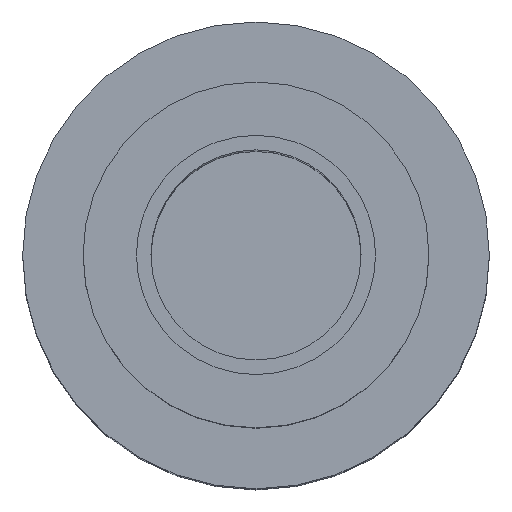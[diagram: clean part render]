
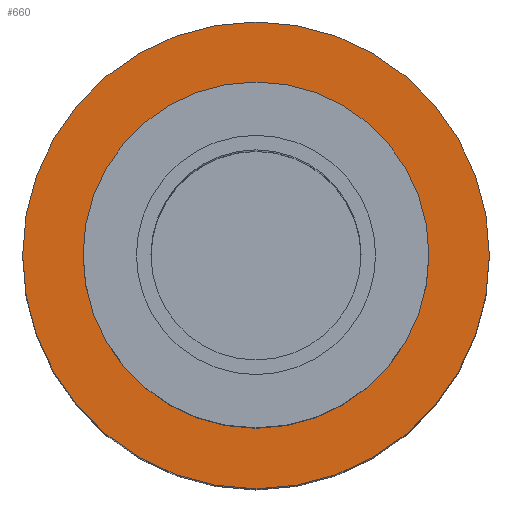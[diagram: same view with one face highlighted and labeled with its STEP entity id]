
A CAD part, top view. The second image highlights one B-rep face of the part: STEP entity #660.
In plain terms, the highlighted planar face has unit normal (0, 0, 1).
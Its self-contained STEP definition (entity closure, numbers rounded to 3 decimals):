
#36=FACE_BOUND('',#252,.T.);
#198=FACE_OUTER_BOUND('',#251,.T.);
#251=EDGE_LOOP('',(#591));
#252=EDGE_LOOP('',(#592));
#282=CIRCLE('',#747,2.05);
#284=CIRCLE('',#752,4.);
#338=VERTEX_POINT('',#1126);
#340=VERTEX_POINT('',#1135);
#420=EDGE_CURVE('',#338,#338,#282,.T.);
#423=EDGE_CURVE('',#340,#340,#284,.T.);
#591=ORIENTED_EDGE('',*,*,#423,.T.);
#592=ORIENTED_EDGE('',*,*,#420,.T.);
#618=PLANE('',#753);
#660=ADVANCED_FACE('',(#198,#36),#618,.T.);
#747=AXIS2_PLACEMENT_3D('',#1128,#940,#941);
#752=AXIS2_PLACEMENT_3D('',#1136,#951,#952);
#753=AXIS2_PLACEMENT_3D('',#1138,#954,#955);
#940=DIRECTION('center_axis',(0.,0.,-1.));
#941=DIRECTION('ref_axis',(1.,0.,0.));
#951=DIRECTION('center_axis',(0.,0.,1.));
#952=DIRECTION('ref_axis',(1.,0.,0.));
#954=DIRECTION('center_axis',(0.,0.,1.));
#955=DIRECTION('ref_axis',(1.,0.,0.));
#1126=CARTESIAN_POINT('',(-2.05,0.,11.55));
#1128=CARTESIAN_POINT('Origin',(0.,0.,11.55));
#1135=CARTESIAN_POINT('',(-4.,0.,11.55));
#1136=CARTESIAN_POINT('Origin',(0.,0.,11.55));
#1138=CARTESIAN_POINT('Origin',(0.,0.,11.55));
